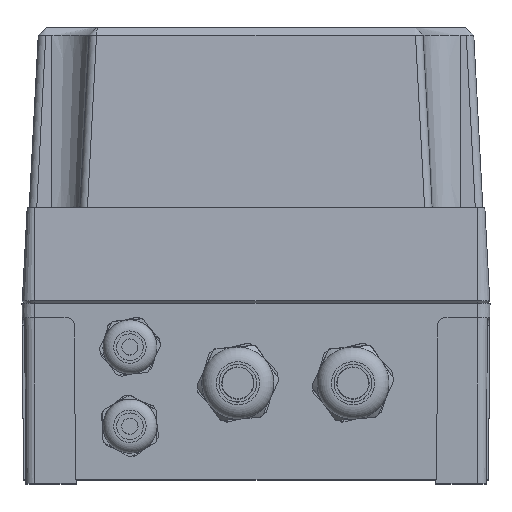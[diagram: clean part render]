
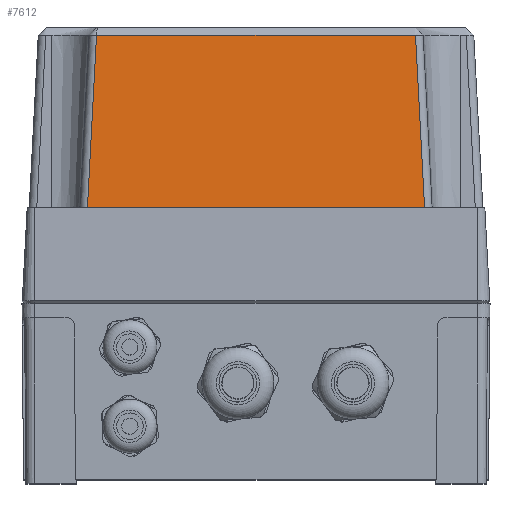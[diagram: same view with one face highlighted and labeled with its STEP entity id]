
A CAD part, top view. The second image highlights one B-rep face of the part: STEP entity #7612.
In plain terms, the highlighted planar face has unit normal (0, 0.052, 0.999).
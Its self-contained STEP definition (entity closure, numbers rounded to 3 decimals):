
#505=LINE($,#13239,#1086);
#528=LINE($,#13725,#1109);
#529=LINE($,#13727,#1110);
#530=LINE($,#13728,#1111);
#1086=VECTOR($,#9621,88.675);
#1109=VECTOR($,#9686,48.132);
#1110=VECTOR($,#9687,93.706);
#1111=VECTOR($,#9688,48.132);
#1570=PLANE($,#8250);
#2089=FACE_OUTER_BOUND($,#2655,.T.);
#2655=EDGE_LOOP($,(#5973,#5974,#5975,#5976));
#3609=VERTEX_POINT($,#13233);
#3610=VERTEX_POINT($,#13238);
#3646=VERTEX_POINT($,#13724);
#3647=VERTEX_POINT($,#13726);
#4470=EDGE_CURVE($,#3609,#3610,#505,.T.);
#4510=EDGE_CURVE($,#3609,#3646,#528,.T.);
#4511=EDGE_CURVE($,#3646,#3647,#529,.T.);
#4512=EDGE_CURVE($,#3647,#3610,#530,.T.);
#5973=ORIENTED_EDGE($,*,*,#4470,.F.);
#5974=ORIENTED_EDGE($,*,*,#4510,.T.);
#5975=ORIENTED_EDGE($,*,*,#4511,.T.);
#5976=ORIENTED_EDGE($,*,*,#4512,.T.);
#7612=ADVANCED_FACE($,(#2089),#1570,.T.);
#8250=AXIS2_PLACEMENT_3D($,#13723,#9684,#9685);
#9621=DIRECTION($,(1.,0.,0.));
#9684=DIRECTION('center_axis',(0.,0.052,
0.999));
#9685=DIRECTION('ref_axis',(0.,-0.999,0.052));
#9686=DIRECTION($,(-0.052,-0.997,0.052));
#9687=DIRECTION($,(1.,0.,0.));
#9688=DIRECTION($,(-0.052,0.997,-0.052));
#13233=CARTESIAN_POINT('',(-44.337,74.6,60.534));
#13238=CARTESIAN_POINT('',(44.337,74.6,60.534));
#13239=CARTESIAN_POINT($,(48.95,74.6,60.534));
#13723=CARTESIAN_POINT('Origin',(48.95,26.6,63.05));
#13724=CARTESIAN_POINT('',(-46.853,26.6,63.05));
#13725=CARTESIAN_POINT($,(-46.591,31.593,62.788));
#13726=CARTESIAN_POINT('',(46.853,26.6,63.05));
#13727=CARTESIAN_POINT($,(48.95,26.6,63.05));
#13728=CARTESIAN_POINT($,(46.859,26.491,63.056));
